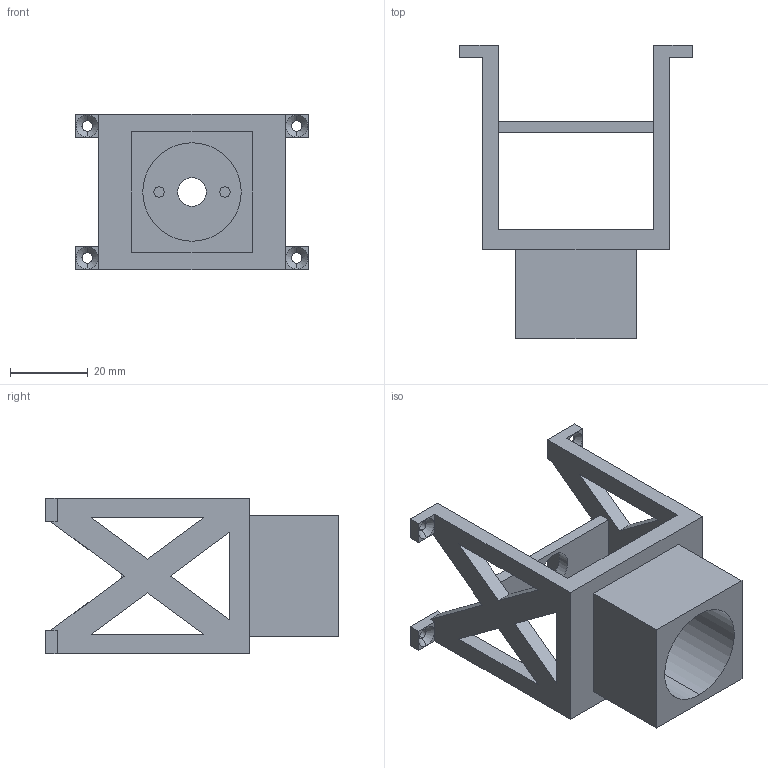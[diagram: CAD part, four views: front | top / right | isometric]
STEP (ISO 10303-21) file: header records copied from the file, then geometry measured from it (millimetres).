
FILE_DESCRIPTION (( 'STEP AP214' ), '1' );
FILE_NAME ('winch_motor_holder.STEP', '2024-01-16T20:03:07', ( '' ), ( '' ), 'SwSTEP 2.0', 'SolidWorks 2022', '' );
FILE_SCHEMA (( 'AUTOMOTIVE_DESIGN' ));
Length unit declared in the file: millimetre
Products named in the file (1): winch_motor_holder
Bounding box: 60 x 75.5 x 40 mm (x, y, z)
Volume: 29229 mm3; surface area: 17967.4 mm2
Topology: 1 solids, 1 shells, 89 faces, 251 edges, 162 vertices
Faces by surface type: plane 59, cylinder 16, cone 14
Entity records: 2935 total; most frequent: CARTESIAN_POINT 503, ORIENTED_EDGE 502, DIRECTION 479, EDGE_CURVE 251, VECTOR 203, LINE 203, VERTEX_POINT 162, AXIS2_PLACEMENT_3D 138
